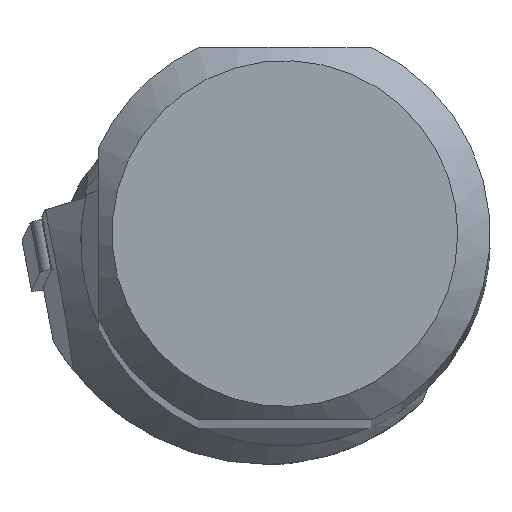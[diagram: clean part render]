
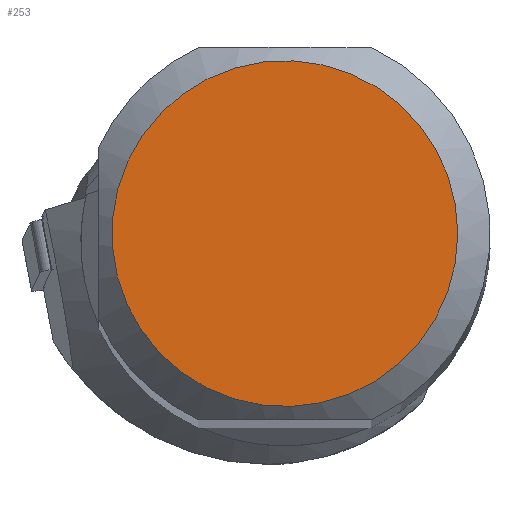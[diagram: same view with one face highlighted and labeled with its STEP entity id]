
A CAD part, top view. The second image highlights one B-rep face of the part: STEP entity #253.
In plain terms, the highlighted planar face has unit normal (0, 0, 1).
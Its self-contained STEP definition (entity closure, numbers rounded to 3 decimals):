
#179=FACE_OUTER_BOUND('',#636,.T.);
#253=ADVANCED_FACE('CU_SU_BP3',(#179),#313,.T.);
#313=PLANE('',#1625);
#636=EDGE_LOOP('',(#862));
#862=ORIENTED_EDGE('',*,*,#1347,.T.);
#1184=VERTEX_POINT('',#2454);
#1347=EDGE_CURVE('',#1184,#1184,#1458,.T.);
#1458=CIRCLE('',#1624,10.691);
#1624=AXIS2_PLACEMENT_3D('',#2453,#1912,#1913);
#1625=AXIS2_PLACEMENT_3D('',#2455,#1914,#1915);
#1912=DIRECTION('',(0.,0.,1.));
#1913=DIRECTION('',(1.,0.,0.));
#1914=DIRECTION('',(0.,0.,1.));
#1915=DIRECTION('',(1.,0.,0.));
#2453=CARTESIAN_POINT('',(0.,0.,0.));
#2454=CARTESIAN_POINT('',(10.691,0.,0.));
#2455=CARTESIAN_POINT('',(0.,0.,0.));
